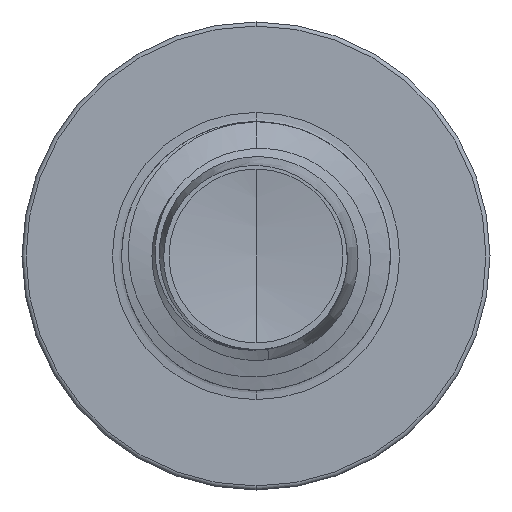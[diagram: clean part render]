
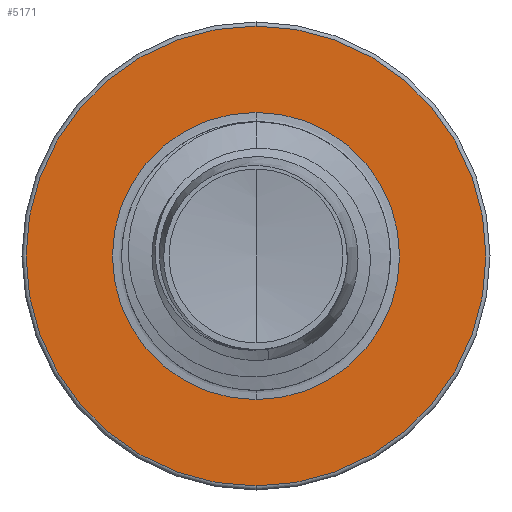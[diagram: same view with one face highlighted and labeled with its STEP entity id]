
A CAD part, front view. The second image highlights one B-rep face of the part: STEP entity #5171.
In plain terms, the highlighted planar face has unit normal (0, -1, 0).
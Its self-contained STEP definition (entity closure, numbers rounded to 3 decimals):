
#218 = DIRECTION ( 'NONE',  ( 0., 0., 1. ) ) ;
#635 = DIRECTION ( 'NONE',  ( 0., 1., 0. ) ) ;
#914 = DIRECTION ( 'NONE',  ( 0., 1., 0. ) ) ;
#1902 = AXIS2_PLACEMENT_3D ( 'NONE', #9024, #914, #10269 ) ;
#2044 = AXIS2_PLACEMENT_3D ( 'NONE', #2423, #11377, #3866 ) ;
#2144 = VERTEX_POINT ( 'NONE', #7585 ) ;
#2423 = CARTESIAN_POINT ( 'NONE',  ( 0., 6., 0. ) ) ;
#3016 = ORIENTED_EDGE ( 'NONE', *, *, #12029, .F. ) ;
#3043 = AXIS2_PLACEMENT_3D ( 'NONE', #15465, #8493, #218 ) ;
#3240 = FACE_OUTER_BOUND ( 'NONE', #3697, .T. ) ;
#3256 = ORIENTED_EDGE ( 'NONE', *, *, #13597, .F. ) ;
#3532 = VERTEX_POINT ( 'NONE', #15634 ) ;
#3697 = EDGE_LOOP ( 'NONE', ( #3016, #3256 ) ) ;
#3719 = AXIS2_PLACEMENT_3D ( 'NONE', #14636, #7590, #15736 ) ;
#3866 = DIRECTION ( 'NONE',  ( 0., 0., 1. ) ) ;
#4538 = ORIENTED_EDGE ( 'NONE', *, *, #13569, .T. ) ;
#4741 = ORIENTED_EDGE ( 'NONE', *, *, #12912, .T. ) ;
#5171 = ADVANCED_FACE ( 'NONE', ( #3240, #12840 ), #7663, .F. ) ;
#5611 = CIRCLE ( 'NONE', #3043, 1.872 ) ;
#6276 = VERTEX_POINT ( 'NONE', #6758 ) ;
#6338 = AXIS2_PLACEMENT_3D ( 'NONE', #6361, #635, #15795 ) ;
#6361 = CARTESIAN_POINT ( 'NONE',  ( 0., 6., -1.872 ) ) ;
#6758 = CARTESIAN_POINT ( 'NONE',  ( 0., 6., 2.998 ) ) ;
#7001 = CIRCLE ( 'NONE', #3719, 2.998 ) ;
#7585 = CARTESIAN_POINT ( 'NONE',  ( 0., 6., -1.872 ) ) ;
#7590 = DIRECTION ( 'NONE',  ( 0., 1., 0. ) ) ;
#7663 = PLANE ( 'NONE',  #6338 ) ;
#7956 = CIRCLE ( 'NONE', #1902, 2.998 ) ;
#8493 = DIRECTION ( 'NONE',  ( 0., 1., 0. ) ) ;
#9024 = CARTESIAN_POINT ( 'NONE',  ( 0., 6., 0. ) ) ;
#10269 = DIRECTION ( 'NONE',  ( 0., 0., 1. ) ) ;
#10681 = EDGE_LOOP ( 'NONE', ( #4538, #4741 ) ) ;
#11377 = DIRECTION ( 'NONE',  ( 0., 1., 0. ) ) ;
#12029 = EDGE_CURVE ( 'NONE', #6276, #13017, #7001, .T. ) ;
#12840 = FACE_BOUND ( 'NONE', #10681, .T. ) ;
#12912 = EDGE_CURVE ( 'NONE', #2144, #3532, #5611, .T. ) ;
#13017 = VERTEX_POINT ( 'NONE', #15543 ) ;
#13569 = EDGE_CURVE ( 'NONE', #3532, #2144, #14206, .T. ) ;
#13597 = EDGE_CURVE ( 'NONE', #13017, #6276, #7956, .T. ) ;
#14206 = CIRCLE ( 'NONE', #2044, 1.872 ) ;
#14636 = CARTESIAN_POINT ( 'NONE',  ( 0., 6., 0. ) ) ;
#15465 = CARTESIAN_POINT ( 'NONE',  ( 0., 6., 0. ) ) ;
#15543 = CARTESIAN_POINT ( 'NONE',  ( 0., 6., -2.997 ) ) ;
#15634 = CARTESIAN_POINT ( 'NONE',  ( 0., 6., 1.872 ) ) ;
#15736 = DIRECTION ( 'NONE',  ( 0., 0., 1. ) ) ;
#15795 = DIRECTION ( 'NONE',  ( 0., 0., 1. ) ) ;
